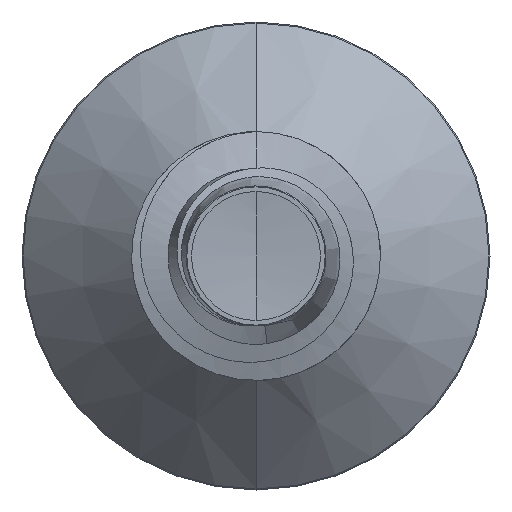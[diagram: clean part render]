
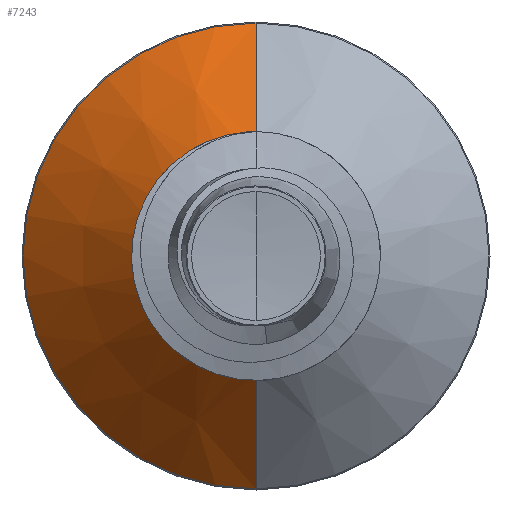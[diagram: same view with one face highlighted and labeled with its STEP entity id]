
A CAD part, front view. The second image highlights one B-rep face of the part: STEP entity #7243.
In plain terms, the highlighted conical face has half-angle 45 degrees and reference radius 1.189 mm.
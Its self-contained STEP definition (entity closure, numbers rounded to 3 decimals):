
#12 = VERTEX_POINT ( 'NONE', #6999 ) ;
#254 = CARTESIAN_POINT ( 'NONE',  ( 0., 2.289, 1.189 ) ) ;
#308 = CIRCLE ( 'NONE', #340, 2.339 ) ;
#340 = AXIS2_PLACEMENT_3D ( 'NONE', #3999, #3996, #3985 ) ;
#627 = DIRECTION ( 'NONE',  ( 0., 0.707, -0.707 ) ) ;
#635 = CARTESIAN_POINT ( 'NONE',  ( 0., 2.289, -1.189 ) ) ;
#767 = VERTEX_POINT ( 'NONE', #5923 ) ;
#866 = VERTEX_POINT ( 'NONE', #7713 ) ;
#919 = CIRCLE ( 'NONE', #1278, 1.189 ) ;
#1108 = ORIENTED_EDGE ( 'NONE', *, *, #7071, .T. ) ;
#1141 = AXIS2_PLACEMENT_3D ( 'NONE', #1537, #1606, #1530 ) ;
#1189 = ORIENTED_EDGE ( 'NONE', *, *, #5790, .T. ) ;
#1278 = AXIS2_PLACEMENT_3D ( 'NONE', #2944, #2931, #2921 ) ;
#1443 = ORIENTED_EDGE ( 'NONE', *, *, #7664, .F. ) ;
#1530 = DIRECTION ( 'NONE',  ( 0., 0., 1. ) ) ;
#1537 = CARTESIAN_POINT ( 'NONE',  ( 0., 2.289, 0. ) ) ;
#1606 = DIRECTION ( 'NONE',  ( 0., 1., 0. ) ) ;
#1706 = ORIENTED_EDGE ( 'NONE', *, *, #7589, .F. ) ;
#2199 = EDGE_LOOP ( 'NONE', ( #1443, #1108, #1189, #1706 ) ) ;
#2831 = LINE ( 'NONE', #254, #6159 ) ;
#2921 = DIRECTION ( 'NONE',  ( 0., 0., 1. ) ) ;
#2931 = DIRECTION ( 'NONE',  ( 0., 1., 0. ) ) ;
#2944 = CARTESIAN_POINT ( 'NONE',  ( 0., 2.289, 0. ) ) ;
#3543 = VERTEX_POINT ( 'NONE', #5004 ) ;
#3985 = DIRECTION ( 'NONE',  ( 0., 0., 1. ) ) ;
#3996 = DIRECTION ( 'NONE',  ( 0., 1., 0. ) ) ;
#3999 = CARTESIAN_POINT ( 'NONE',  ( 0., 3.439, 0. ) ) ;
#4763 = DIRECTION ( 'NONE',  ( 0., 0.707, 0.707 ) ) ;
#5004 = CARTESIAN_POINT ( 'NONE',  ( 0., 3.439, 2.339 ) ) ;
#5510 = CONICAL_SURFACE ( 'NONE', #1141, 1.189, 0.785 ) ;
#5593 = LINE ( 'NONE', #635, #8164 ) ;
#5691 = FACE_OUTER_BOUND ( 'NONE', #2199, .T. ) ;
#5790 = EDGE_CURVE ( 'NONE', #12, #3543, #2831, .T. ) ;
#5923 = CARTESIAN_POINT ( 'NONE',  ( 0., 3.439, -2.339 ) ) ;
#6159 = VECTOR ( 'NONE', #4763, 1000. ) ;
#6999 = CARTESIAN_POINT ( 'NONE',  ( 0., 2.289, 1.189 ) ) ;
#7071 = EDGE_CURVE ( 'NONE', #866, #12, #919, .T. ) ;
#7243 = ADVANCED_FACE ( 'NONE', ( #5691 ), #5510, .T. ) ;
#7589 = EDGE_CURVE ( 'NONE', #767, #3543, #308, .T. ) ;
#7664 = EDGE_CURVE ( 'NONE', #866, #767, #5593, .T. ) ;
#7713 = CARTESIAN_POINT ( 'NONE',  ( 0., 2.289, -1.189 ) ) ;
#8164 = VECTOR ( 'NONE', #627, 1000. ) ;
